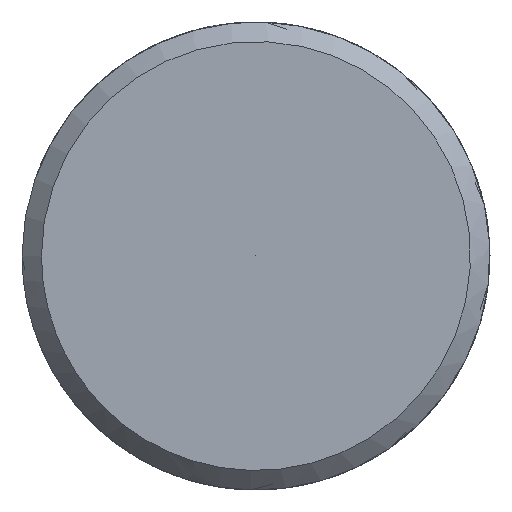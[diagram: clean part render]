
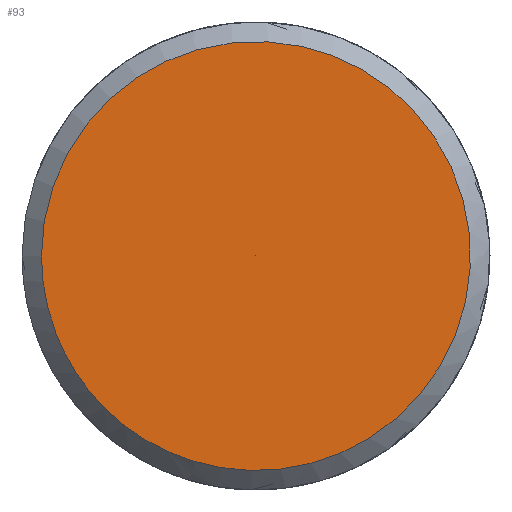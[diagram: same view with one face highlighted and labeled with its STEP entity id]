
A CAD part, left-side view. The second image highlights one B-rep face of the part: STEP entity #93.
In plain terms, the highlighted free-form (B-spline) face has degree [5, 1] with [6, 2] control points.
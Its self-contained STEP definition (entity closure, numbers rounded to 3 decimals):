
#59 = CARTESIAN_POINT ('', (-75., 0., 0.));
#60 = VERTEX_POINT ('', #59);
#61 = CARTESIAN_POINT ('', (-75., 2.75, 0.));
#62 = VERTEX_POINT ('', #61);
#63 = CARTESIAN_POINT ('', (-75., 0., 0.));
#64 = CARTESIAN_POINT ('', (-75., 2.75, 0.));
#65 = B_SPLINE_CURVE_WITH_KNOTS ('', 1, (#63, #64), .UNSPECIFIED., .F., .U., (2, 2), (0., 1.), .UNSPECIFIED.);
#66 = EDGE_CURVE ('', #60, #62, #65, .T.);
#67 = ORIENTED_EDGE ('', *, *, #66, .F.);
#68 = ORIENTED_EDGE ('', *, *, #66, .T.);
#69 = CARTESIAN_POINT ('', (-75., 2.75, 0.));
#70 = CARTESIAN_POINT ('', (-75., 2.75, 11.));
#71 = CARTESIAN_POINT ('', (-75., -8.25, 5.5));
#72 = CARTESIAN_POINT ('', (-75., -8.25, -5.5));
#73 = CARTESIAN_POINT ('', (-75., 2.75, -11.));
#74 = CARTESIAN_POINT ('', (-75., 2.75, 0.));
#75 = (
   BOUNDED_CURVE ()
   B_SPLINE_CURVE (5, (#69, #70, #71, #72, #73, #74), .UNSPECIFIED., .T., .U.)
   B_SPLINE_CURVE_WITH_KNOTS ((6, 6), (0., 1.), .UNSPECIFIED.)
   CURVE ()
   GEOMETRIC_REPRESENTATION_ITEM ()
   RATIONAL_B_SPLINE_CURVE ((5., 1., 1., 1., 1., 5.))
   REPRESENTATION_ITEM ('')
);
#76 = EDGE_CURVE ('', #62, #62, #75, .T.);
#77 = ORIENTED_EDGE ('', *, *, #76, .F.);
#78 = EDGE_LOOP ('', (#67, #68, #77));
#79 = FACE_OUTER_BOUND ('', #78, .T.);
#80 = CARTESIAN_POINT ('', (-75., 0., 0.));
#81 = CARTESIAN_POINT ('', (-75., 2.75, 0.));
#82 = CARTESIAN_POINT ('', (-75., 0., 0.));
#83 = CARTESIAN_POINT ('', (-75., 2.75, 11.));
#84 = CARTESIAN_POINT ('', (-75., 0., 0.));
#85 = CARTESIAN_POINT ('', (-75., -8.25, 5.5));
#86 = CARTESIAN_POINT ('', (-75., 0., 0.));
#87 = CARTESIAN_POINT ('', (-75., -8.25, -5.5));
#88 = CARTESIAN_POINT ('', (-75., 0., 0.));
#89 = CARTESIAN_POINT ('', (-75., 2.75, -11.));
#90 = CARTESIAN_POINT ('', (-75., 0., 0.));
#91 = CARTESIAN_POINT ('', (-75., 2.75, 0.));
#92 = (
   BOUNDED_SURFACE ()
   B_SPLINE_SURFACE (5, 1, ((#80, #81), (#82, #83), (#84, #85), (#86, #87), (#88, #89), (#90, #91)), .UNSPECIFIED., .T., .F., .U.)
   B_SPLINE_SURFACE_WITH_KNOTS ((6, 6), (2, 2), (0., 1.), (0., 1.), .UNSPECIFIED.)
   SURFACE ()
   GEOMETRIC_REPRESENTATION_ITEM ()
   RATIONAL_B_SPLINE_SURFACE (((5., 5.), (1., 1.), (1., 1.), (1., 1.), (1., 1.), (5., 5.)))
   REPRESENTATION_ITEM ('')
);
#93 = ADVANCED_FACE ('', (#79), #92, .T.);
